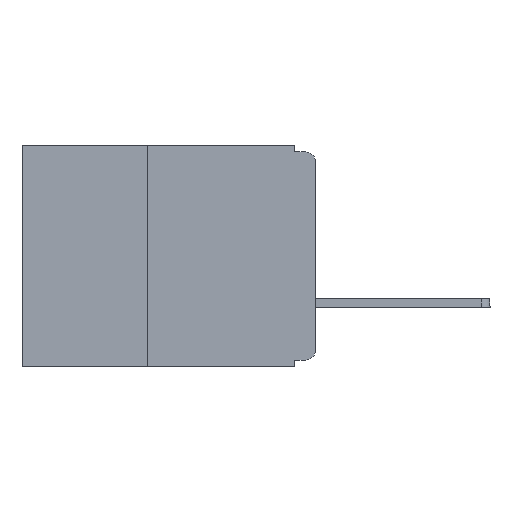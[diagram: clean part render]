
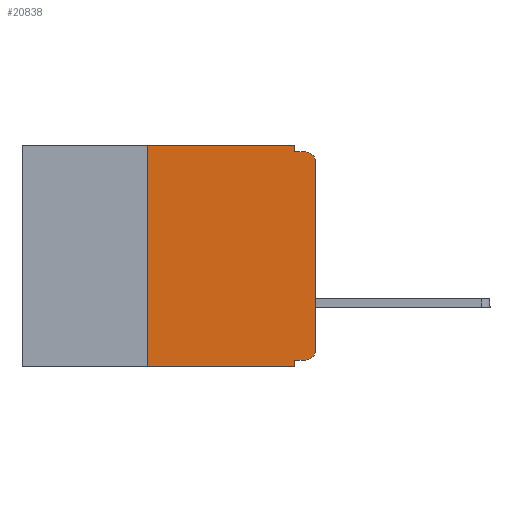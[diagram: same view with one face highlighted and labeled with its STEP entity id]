
A CAD part, left-side view. The second image highlights one B-rep face of the part: STEP entity #20838.
In plain terms, the highlighted planar face has unit normal (-1, 0, 0).
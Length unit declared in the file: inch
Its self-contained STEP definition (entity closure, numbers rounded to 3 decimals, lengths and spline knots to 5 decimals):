
#46 = VERTEX_POINT ( 'NONE', #23513 ) ;
#197 = VERTEX_POINT ( 'NONE', #23354 ) ;
#506 = CARTESIAN_POINT ( 'NONE',  ( 0., 0.437, 0. ) ) ;
#1099 = DIRECTION ( 'NONE',  ( 0., 0., 1. ) ) ;
#1427 = CARTESIAN_POINT ( 'NONE',  ( 0., 0.25, -0.33 ) ) ;
#1494 = CIRCLE ( 'NONE', #21952, 0.015 ) ;
#1531 = CARTESIAN_POINT ( 'NONE',  ( 0., 0., -0.01 ) ) ;
#1593 = VERTEX_POINT ( 'NONE', #27833 ) ;
#1628 = PLANE ( 'NONE',  #9626 ) ;
#2365 = CARTESIAN_POINT ( 'NONE',  ( 0., 0., 0. ) ) ;
#2570 = EDGE_CURVE ( 'NONE', #8824, #46, #20465, .T. ) ;
#2581 = LINE ( 'NONE', #17308, #8100 ) ;
#2704 = CARTESIAN_POINT ( 'NONE',  ( 0., 0.031, -0.01 ) ) ;
#3016 = ORIENTED_EDGE ( 'NONE', *, *, #6619, .F. ) ;
#5512 = CARTESIAN_POINT ( 'NONE',  ( 0., 0., -0.025 ) ) ;
#5787 = CARTESIAN_POINT ( 'NONE',  ( 0., 0.031, 0. ) ) ;
#6151 = VERTEX_POINT ( 'NONE', #21256 ) ;
#6251 = DIRECTION ( 'NONE',  ( 0., -1., 0. ) ) ;
#6545 = LINE ( 'NONE', #2365, #18054 ) ;
#6619 = EDGE_CURVE ( 'NONE', #13614, #27359, #8779, .T. ) ;
#7182 = DIRECTION ( 'NONE',  ( -1., 0., 0. ) ) ;
#7395 = VERTEX_POINT ( 'NONE', #5512 ) ;
#7843 = ORIENTED_EDGE ( 'NONE', *, *, #2570, .T. ) ;
#8070 = VECTOR ( 'NONE', #21276, 39.37008 ) ;
#8100 = VECTOR ( 'NONE', #1099, 39.37008 ) ;
#8606 = CARTESIAN_POINT ( 'NONE',  ( 0., 0.031, -0.33 ) ) ;
#8779 = LINE ( 'NONE', #14162, #19491 ) ;
#8824 = VERTEX_POINT ( 'NONE', #1427 ) ;
#9527 = ORIENTED_EDGE ( 'NONE', *, *, #16398, .T. ) ;
#9626 = AXIS2_PLACEMENT_3D ( 'NONE', #10981, #26828, #13298 ) ;
#9834 = ORIENTED_EDGE ( 'NONE', *, *, #27314, .F. ) ;
#9927 = LINE ( 'NONE', #14033, #16052 ) ;
#10648 = EDGE_CURVE ( 'NONE', #27359, #10750, #28665, .T. ) ;
#10750 = VERTEX_POINT ( 'NONE', #15792 ) ;
#10981 = CARTESIAN_POINT ( 'NONE',  ( 0., 0.437, 0. ) ) ;
#11409 = VECTOR ( 'NONE', #22247, 39.37008 ) ;
#12063 = DIRECTION ( 'NONE',  ( -1., 0., 0. ) ) ;
#13298 = DIRECTION ( 'NONE',  ( 0., 0., -1. ) ) ;
#13369 = FACE_OUTER_BOUND ( 'NONE', #25243, .T. ) ;
#13414 = LINE ( 'NONE', #506, #8070 ) ;
#13614 = VERTEX_POINT ( 'NONE', #5787 ) ;
#13702 = VECTOR ( 'NONE', #19169, 39.37008 ) ;
#14010 = CARTESIAN_POINT ( 'NONE',  ( 0., 0., -0.305 ) ) ;
#14033 = CARTESIAN_POINT ( 'NONE',  ( 0., 0., -0.32 ) ) ;
#14162 = CARTESIAN_POINT ( 'NONE',  ( 0., 0.031, 0. ) ) ;
#14289 = DIRECTION ( 'NONE',  ( 0., 0., -1. ) ) ;
#14526 = ORIENTED_EDGE ( 'NONE', *, *, #10648, .F. ) ;
#14769 = ORIENTED_EDGE ( 'NONE', *, *, #28216, .F. ) ;
#15282 = AXIS2_PLACEMENT_3D ( 'NONE', #25668, #12063, #27896 ) ;
#15792 = CARTESIAN_POINT ( 'NONE',  ( 0., 0.015, -0.01 ) ) ;
#16052 = VECTOR ( 'NONE', #16360, 39.37008 ) ;
#16360 = DIRECTION ( 'NONE',  ( 0., 1., 0. ) ) ;
#16398 = EDGE_CURVE ( 'NONE', #7395, #10750, #18284, .T. ) ;
#17308 = CARTESIAN_POINT ( 'NONE',  ( 0., 0.25, -0.33 ) ) ;
#18054 = VECTOR ( 'NONE', #27326, 39.37008 ) ;
#18284 = CIRCLE ( 'NONE', #15282, 0.015 ) ;
#19169 = DIRECTION ( 'NONE',  ( 0., -1., 0. ) ) ;
#19285 = CARTESIAN_POINT ( 'NONE',  ( 0., 0.437, -0.33 ) ) ;
#19491 = VECTOR ( 'NONE', #14289, 39.37008 ) ;
#20465 = LINE ( 'NONE', #19285, #13702 ) ;
#20838 = ADVANCED_FACE ( 'NONE', ( #13369 ), #1628, .F. ) ;
#20861 = CARTESIAN_POINT ( 'NONE',  ( 0., 0.015, -0.305 ) ) ;
#21256 = CARTESIAN_POINT ( 'NONE',  ( 0., 0.25, 0. ) ) ;
#21276 = DIRECTION ( 'NONE',  ( 0., -1., 0. ) ) ;
#21952 = AXIS2_PLACEMENT_3D ( 'NONE', #20861, #7182, #23158 ) ;
#22247 = DIRECTION ( 'NONE',  ( 0., 0., -1. ) ) ;
#22533 = EDGE_CURVE ( 'NONE', #8824, #6151, #2581, .T. ) ;
#22744 = VECTOR ( 'NONE', #6251, 39.37008 ) ;
#23158 = DIRECTION ( 'NONE',  ( 0., 0., -1. ) ) ;
#23354 = CARTESIAN_POINT ( 'NONE',  ( 0., 0.031, -0.32 ) ) ;
#23458 = ORIENTED_EDGE ( 'NONE', *, *, #23640, .F. ) ;
#23513 = CARTESIAN_POINT ( 'NONE',  ( 0., 0.031, -0.33 ) ) ;
#23640 = EDGE_CURVE ( 'NONE', #6151, #13614, #13414, .T. ) ;
#23871 = ORIENTED_EDGE ( 'NONE', *, *, #24108, .T. ) ;
#24108 = EDGE_CURVE ( 'NONE', #27804, #7395, #6545, .T. ) ;
#24225 = LINE ( 'NONE', #8606, #11409 ) ;
#25243 = EDGE_LOOP ( 'NONE', ( #23871, #9527, #14526, #3016, #23458, #27992, #7843, #14769, #9834, #28164 ) ) ;
#25668 = CARTESIAN_POINT ( 'NONE',  ( 0., 0.015, -0.025 ) ) ;
#26828 = DIRECTION ( 'NONE',  ( 1., 0., 0. ) ) ;
#27314 = EDGE_CURVE ( 'NONE', #1593, #197, #9927, .T. ) ;
#27326 = DIRECTION ( 'NONE',  ( 0., 0., 1. ) ) ;
#27359 = VERTEX_POINT ( 'NONE', #2704 ) ;
#27804 = VERTEX_POINT ( 'NONE', #14010 ) ;
#27833 = CARTESIAN_POINT ( 'NONE',  ( 0., 0.015, -0.32 ) ) ;
#27896 = DIRECTION ( 'NONE',  ( 0., 0., -1. ) ) ;
#27992 = ORIENTED_EDGE ( 'NONE', *, *, #22533, .F. ) ;
#28164 = ORIENTED_EDGE ( 'NONE', *, *, #29627, .T. ) ;
#28216 = EDGE_CURVE ( 'NONE', #197, #46, #24225, .T. ) ;
#28665 = LINE ( 'NONE', #1531, #22744 ) ;
#29627 = EDGE_CURVE ( 'NONE', #1593, #27804, #1494, .T. ) ;
